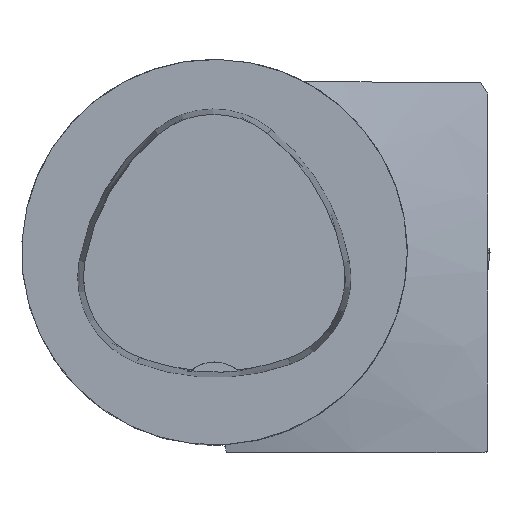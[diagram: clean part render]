
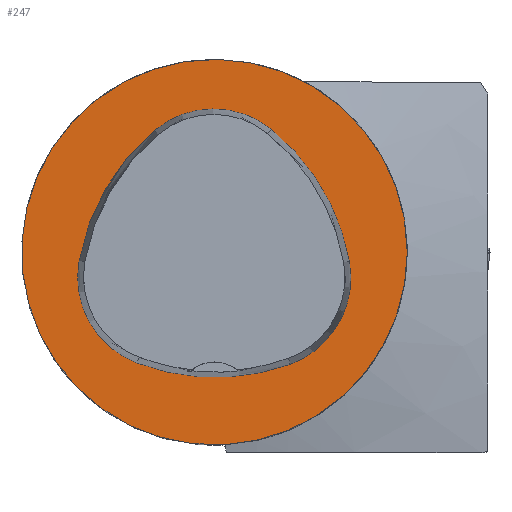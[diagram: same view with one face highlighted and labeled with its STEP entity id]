
A CAD part, top view. The second image highlights one B-rep face of the part: STEP entity #247.
In plain terms, the highlighted planar face has unit normal (0, 0, 1).
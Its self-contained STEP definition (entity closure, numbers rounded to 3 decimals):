
#97=FACE_BOUND('',#499,.T.);
#98=FACE_BOUND('',#500,.T.);
#163=CIRCLE('',#1908,31.5);
#168=CIRCLE('',#1929,36.);
#170=CIRCLE('',#1932,15.);
#172=CIRCLE('',#1935,36.);
#174=CIRCLE('',#1938,15.);
#177=CIRCLE('',#1942,36.);
#180=CIRCLE('',#1946,15.);
#247=ADVANCED_FACE('',(#97,#98),#320,.T.);
#320=PLANE('',#1951);
#499=EDGE_LOOP('',(#889,#890,#891,#892,#893,#894));
#500=EDGE_LOOP('',(#895));
#889=ORIENTED_EDGE('',*,*,#1401,.F.);
#890=ORIENTED_EDGE('',*,*,#1396,.F.);
#891=ORIENTED_EDGE('',*,*,#1391,.F.);
#892=ORIENTED_EDGE('',*,*,#1388,.F.);
#893=ORIENTED_EDGE('',*,*,#1385,.F.);
#894=ORIENTED_EDGE('',*,*,#1381,.F.);
#895=ORIENTED_EDGE('',*,*,#1342,.T.);
#1139=VERTEX_POINT('',#3094);
#1165=VERTEX_POINT('',#3197);
#1166=VERTEX_POINT('',#3198);
#1169=VERTEX_POINT('',#3206);
#1171=VERTEX_POINT('',#3212);
#1173=VERTEX_POINT('',#3218);
#1177=VERTEX_POINT('',#3231);
#1342=EDGE_CURVE('',#1139,#1139,#163,.T.);
#1381=EDGE_CURVE('',#1165,#1166,#168,.T.);
#1385=EDGE_CURVE('',#1166,#1169,#170,.T.);
#1388=EDGE_CURVE('',#1169,#1171,#172,.T.);
#1391=EDGE_CURVE('',#1171,#1173,#174,.T.);
#1396=EDGE_CURVE('',#1173,#1177,#177,.T.);
#1401=EDGE_CURVE('',#1177,#1165,#180,.T.);
#1908=AXIS2_PLACEMENT_3D('',#3093,#2231,#2232);
#1929=AXIS2_PLACEMENT_3D('',#3196,#2297,#2298);
#1932=AXIS2_PLACEMENT_3D('',#3205,#2305,#2306);
#1935=AXIS2_PLACEMENT_3D('',#3211,#2312,#2313);
#1938=AXIS2_PLACEMENT_3D('',#3217,#2319,#2320);
#1942=AXIS2_PLACEMENT_3D('',#3230,#2328,#2329);
#1946=AXIS2_PLACEMENT_3D('',#3243,#2337,#2338);
#1951=AXIS2_PLACEMENT_3D('',#3248,#2347,#2348);
#2231=DIRECTION('',(0.,0.,1.));
#2232=DIRECTION('',(1.,0.,0.));
#2297=DIRECTION('',(0.,0.,1.));
#2298=DIRECTION('',(1.,0.,0.));
#2305=DIRECTION('',(0.,0.,1.));
#2306=DIRECTION('',(1.,0.,0.));
#2312=DIRECTION('',(0.,0.,1.));
#2313=DIRECTION('',(1.,0.,0.));
#2319=DIRECTION('',(0.,0.,1.));
#2320=DIRECTION('',(1.,0.,0.));
#2328=DIRECTION('',(0.,0.,1.));
#2329=DIRECTION('',(1.,0.,0.));
#2337=DIRECTION('',(0.,0.,1.));
#2338=DIRECTION('',(1.,0.,0.));
#2347=DIRECTION('',(0.,0.,1.));
#2348=DIRECTION('',(-1.,0.,0.));
#3093=CARTESIAN_POINT('',(0.,0.,0.));
#3094=CARTESIAN_POINT('',(31.5,0.,0.));
#3196=CARTESIAN_POINT('',(-13.398,-7.893,0.));
#3197=CARTESIAN_POINT('',(22.041,-1.562,0.));
#3198=CARTESIAN_POINT('',(9.317,20.036,0.));
#3205=CARTESIAN_POINT('',(-0.148,8.399,0.));
#3206=CARTESIAN_POINT('',(-9.779,19.898,0.));
#3211=CARTESIAN_POINT('',(13.337,-7.7,0.));
#3212=CARTESIAN_POINT('',(-22.122,-1.48,0.));
#3217=CARTESIAN_POINT('',(-7.347,-4.071,0.));
#3218=CARTESIAN_POINT('',(-12.693,-18.087,0.));
#3230=CARTESIAN_POINT('',(0.137,15.55,0.));
#3231=CARTESIAN_POINT('',(12.373,-18.307,0.));
#3243=CARTESIAN_POINT('',(7.275,-4.2,0.));
#3248=CARTESIAN_POINT('',(0.,0.,0.));
